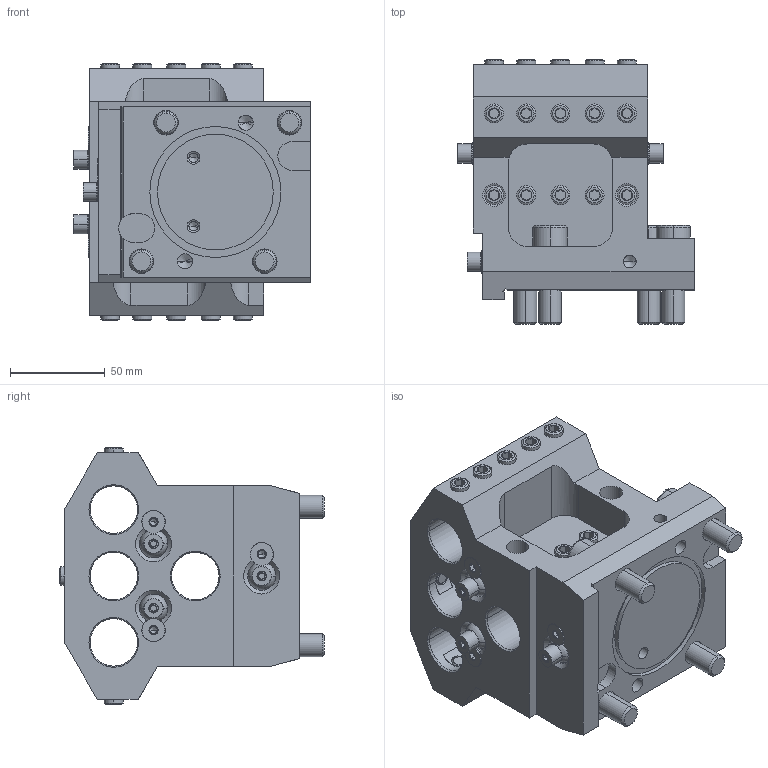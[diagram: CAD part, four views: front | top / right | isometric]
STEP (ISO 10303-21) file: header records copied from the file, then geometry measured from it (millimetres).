
FILE_DESCRIPTION((''),'2;1');
FILE_NAME('7073458_SW0001','2018-03-19T',('czauner'),(''),'PRO/ENGINEER BY PARAMETRIC TECHNOLOGY CORPORATION, 2011040','PRO/ENGINEER BY PARAMETRIC TECHNOLOGY CORPORATION, 2011040','');
FILE_SCHEMA(('AUTOMOTIVE_DESIGN { 1 2 10303 214 0 1 1 1 }'));
Length unit declared in the file: millimetre
Products named in the file (1): 7073458_SW0001
Bounding box: 124.61 x 139.5 x 135 mm (x, y, z)
Volume: 845986.7 mm3; surface area: 148850.4 mm2
Topology: 7 solids, 7 shells, 1207 faces, 2657 edges, 1535 vertices
Faces by surface type: cone 459, plane 397, cylinder 291, torus 48, sphere 12
Entity records: 48093 total; most frequent: CARTESIAN_POINT 15834, DIRECTION 5622, ORIENTED_EDGE 5238, EDGE_CURVE 2619, AXIS2_PLACEMENT_3D 2222, VERTEX_POINT 1535, EDGE_LOOP 1350, FACE_OUTER_BOUND 1207
